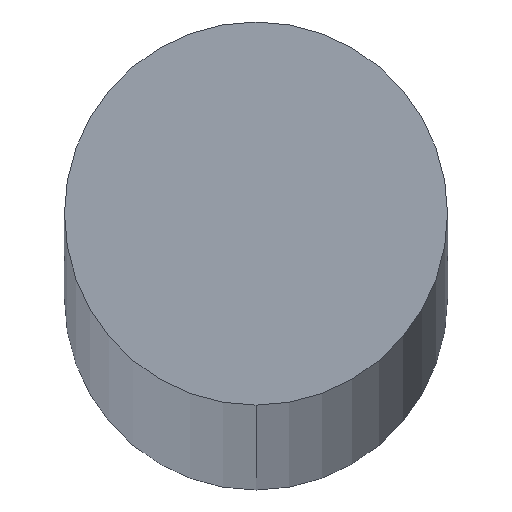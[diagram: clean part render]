
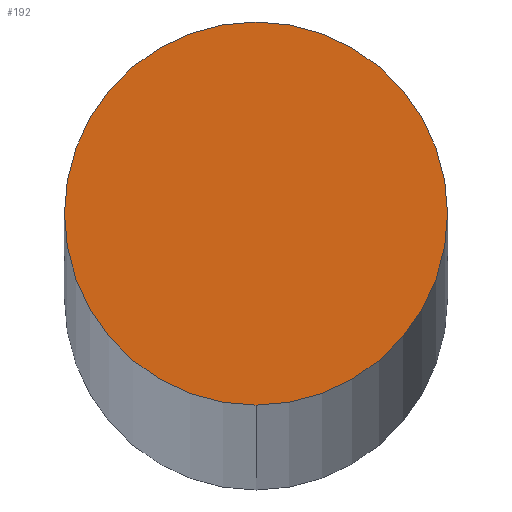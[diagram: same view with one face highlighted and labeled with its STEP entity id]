
A CAD part, top view. The second image highlights one B-rep face of the part: STEP entity #192.
In plain terms, the highlighted planar face has unit normal (0, 0, 1).
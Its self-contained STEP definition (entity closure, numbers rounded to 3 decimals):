
#10 = ORIENTED_EDGE ( 'NONE', *, *, #199, .F. ) ;
#31 = FACE_OUTER_BOUND ( 'NONE', #117, .T. ) ;
#40 = VERTEX_POINT ( 'NONE', #116 ) ;
#54 = EDGE_CURVE ( 'NONE', #112, #40, #96, .T. ) ;
#56 = PLANE ( 'NONE',  #191 ) ;
#63 = AXIS2_PLACEMENT_3D ( 'NONE', #137, #180, #72 ) ;
#72 = DIRECTION ( 'NONE',  ( 0., 1., 0. ) ) ;
#75 = DIRECTION ( 'NONE',  ( 0., 0., -1. ) ) ;
#96 = CIRCLE ( 'NONE', #63, 3.938 ) ;
#97 = CIRCLE ( 'NONE', #106, 3.938 ) ;
#98 = DIRECTION ( 'NONE',  ( 0., 0., -1. ) ) ;
#106 = AXIS2_PLACEMENT_3D ( 'NONE', #211, #98, #151 ) ;
#112 = VERTEX_POINT ( 'NONE', #145 ) ;
#116 = CARTESIAN_POINT ( 'NONE',  ( 19.597, 5.171, 995. ) ) ;
#117 = EDGE_LOOP ( 'NONE', ( #10, #169 ) ) ;
#137 = CARTESIAN_POINT ( 'NONE',  ( 19.597, 1.234, 995. ) ) ;
#145 = CARTESIAN_POINT ( 'NONE',  ( 19.597, -2.704, 995. ) ) ;
#151 = DIRECTION ( 'NONE',  ( 0., 1., 0. ) ) ;
#169 = ORIENTED_EDGE ( 'NONE', *, *, #54, .F. ) ;
#180 = DIRECTION ( 'NONE',  ( 0., 0., -1. ) ) ;
#184 = CARTESIAN_POINT ( 'NONE',  ( 19.597, 1.234, 995. ) ) ;
#191 = AXIS2_PLACEMENT_3D ( 'NONE', #184, #75, #203 ) ;
#192 = ADVANCED_FACE ( 'NONE', ( #31 ), #56, .F. ) ;
#199 = EDGE_CURVE ( 'NONE', #40, #112, #97, .T. ) ;
#203 = DIRECTION ( 'NONE',  ( 0., 1., 0. ) ) ;
#211 = CARTESIAN_POINT ( 'NONE',  ( 19.597, 1.234, 995. ) ) ;
